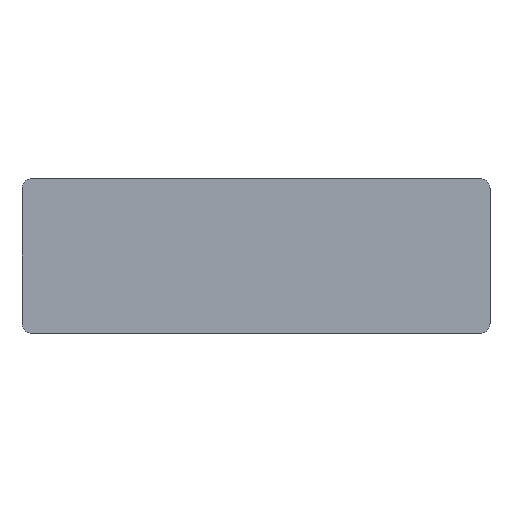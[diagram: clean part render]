
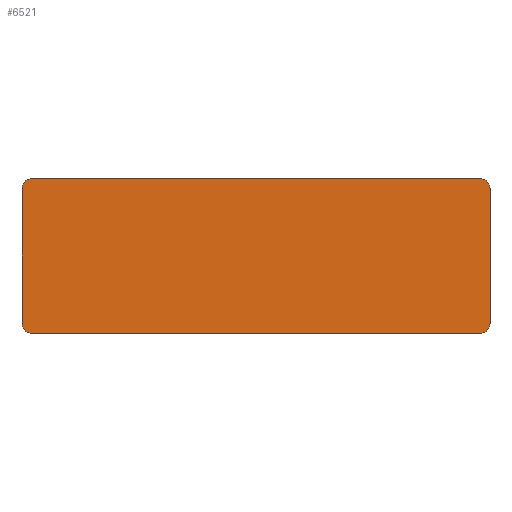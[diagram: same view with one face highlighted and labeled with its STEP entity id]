
A CAD part, front view. The second image highlights one B-rep face of the part: STEP entity #6521.
In plain terms, the highlighted planar face has unit normal (0, -1, 0).
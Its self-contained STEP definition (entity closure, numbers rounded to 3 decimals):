
#1=DIRECTION('',(1.,0.,0.));
#2=VECTOR('',#1,260.);
#3=CARTESIAN_POINT('',(-130.,-77.5,45.));
#4=LINE('',#3,#2);
#13=CARTESIAN_POINT('',(130.,-77.5,39.));
#14=DIRECTION('',(0.,1.,0.));
#15=DIRECTION('',(0.,0.,1.));
#16=AXIS2_PLACEMENT_3D('',#13,#14,#15);
#76=CARTESIAN_POINT('',(-130.,-77.5,39.));
#77=DIRECTION('',(0.,-1.,0.));
#78=DIRECTION('',(0.,0.,1.));
#79=AXIS2_PLACEMENT_3D('',#76,#77,#78);
#81=DIRECTION('',(0.,0.,1.));
#82=VECTOR('',#81,78.);
#83=CARTESIAN_POINT('',(-136.,-77.5,-39.));
#84=LINE('',#83,#82);
#109=CARTESIAN_POINT('',(-130.,-77.5,-39.));
#110=DIRECTION('',(0.,1.,0.));
#111=DIRECTION('',(0.,0.,-1.));
#112=AXIS2_PLACEMENT_3D('',#109,#110,#111);
#114=DIRECTION('',(1.,0.,0.));
#115=VECTOR('',#114,260.);
#116=CARTESIAN_POINT('',(-130.,-77.5,-45.));
#117=LINE('',#116,#115);
#126=CARTESIAN_POINT('',(130.,-77.5,-39.));
#127=DIRECTION('',(0.,-1.,0.));
#128=DIRECTION('',(0.,0.,-1.));
#129=AXIS2_PLACEMENT_3D('',#126,#127,#128);
#131=DIRECTION('',(0.,0.,-1.));
#132=VECTOR('',#131,78.);
#133=CARTESIAN_POINT('',(136.,-77.5,39.));
#134=LINE('',#133,#132);
#5783=CARTESIAN_POINT('',(-130.,-77.5,45.));
#5784=CARTESIAN_POINT('',(130.,-77.5,45.));
#5785=VERTEX_POINT('',#5783);
#5786=VERTEX_POINT('',#5784);
#5787=CARTESIAN_POINT('',(-130.,-77.5,-45.));
#5788=CARTESIAN_POINT('',(130.,-77.5,-45.));
#5789=VERTEX_POINT('',#5787);
#5790=VERTEX_POINT('',#5788);
#5791=CARTESIAN_POINT('',(-136.,-77.5,-39.));
#5792=CARTESIAN_POINT('',(-136.,-77.5,39.));
#5793=VERTEX_POINT('',#5791);
#5794=VERTEX_POINT('',#5792);
#5795=CARTESIAN_POINT('',(136.,-77.5,39.));
#5796=CARTESIAN_POINT('',(136.,-77.5,-39.));
#5797=VERTEX_POINT('',#5795);
#5798=VERTEX_POINT('',#5796);
#6499=CARTESIAN_POINT('',(192.5,-77.5,56.872));
#6500=DIRECTION('',(0.,1.,0.));
#6501=DIRECTION('',(0.,0.,-1.));
#6502=AXIS2_PLACEMENT_3D('',#6499,#6500,#6501);
#6503=PLANE('',#6502);
#6504=ORIENTED_EDGE('',*,*,#6488,.T.);
#6506=ORIENTED_EDGE('',*,*,#6505,.T.);
#6508=ORIENTED_EDGE('',*,*,#6507,.T.);
#6510=ORIENTED_EDGE('',*,*,#6509,.F.);
#6512=ORIENTED_EDGE('',*,*,#6511,.F.);
#6514=ORIENTED_EDGE('',*,*,#6513,.T.);
#6516=ORIENTED_EDGE('',*,*,#6515,.T.);
#6518=ORIENTED_EDGE('',*,*,#6517,.F.);
#6519=EDGE_LOOP('',(#6504,#6506,#6508,#6510,#6512,#6514,#6516,#6518));
#6520=FACE_OUTER_BOUND('',#6519,.F.);
#6521=ADVANCED_FACE('',(#6520),#6503,.F.);
#17=CIRCLE('',#16,6.);
#80=CIRCLE('',#79,6.);
#113=CIRCLE('',#112,6.);
#130=CIRCLE('',#129,6.);
#6488=EDGE_CURVE('',#5785,#5786,#4,.T.);
#6505=EDGE_CURVE('',#5786,#5797,#17,.T.);
#6507=EDGE_CURVE('',#5797,#5798,#134,.T.);
#6509=EDGE_CURVE('',#5790,#5798,#130,.T.);
#6511=EDGE_CURVE('',#5789,#5790,#117,.T.);
#6513=EDGE_CURVE('',#5789,#5793,#113,.T.);
#6515=EDGE_CURVE('',#5793,#5794,#84,.T.);
#6517=EDGE_CURVE('',#5785,#5794,#80,.T.);
